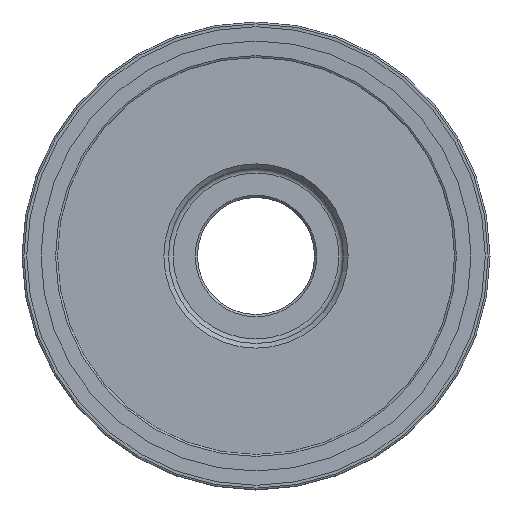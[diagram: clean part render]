
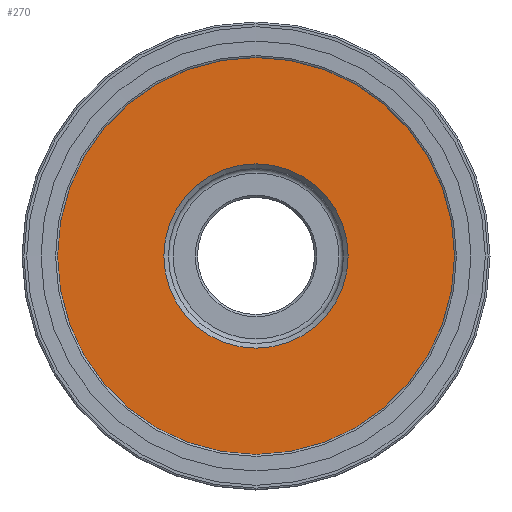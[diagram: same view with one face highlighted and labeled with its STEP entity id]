
A CAD part, left-side view. The second image highlights one B-rep face of the part: STEP entity #270.
In plain terms, the highlighted planar face has unit normal (-1, 0, 0).
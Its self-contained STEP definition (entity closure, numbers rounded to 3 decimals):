
#270=ADVANCED_FACE('',(#361,#362),#344,.T.);
#344=PLANE('',#1081);
#361=FACE_BOUND('',#461,.T.);
#362=FACE_BOUND('',#462,.T.);
#461=EDGE_LOOP('',(#585));
#462=EDGE_LOOP('',(#586));
#585=ORIENTED_EDGE('',*,*,#900,.T.);
#586=ORIENTED_EDGE('',*,*,#901,.T.);
#811=VERTEX_POINT('',#1468);
#812=VERTEX_POINT('',#1470);
#900=EDGE_CURVE('',#811,#811,#1013,.T.);
#901=EDGE_CURVE('',#812,#812,#1014,.T.);
#1013=CIRCLE('',#1079,20.);
#1014=CIRCLE('',#1080,48.841);
#1079=AXIS2_PLACEMENT_3D('',#1467,#1192,#1193);
#1080=AXIS2_PLACEMENT_3D('',#1469,#1194,#1195);
#1081=AXIS2_PLACEMENT_3D('',#1471,#1196,#1197);
#1192=DIRECTION('',(1.,0.,0.));
#1193=DIRECTION('',(0.,0.,1.));
#1194=DIRECTION('',(-1.,0.,0.));
#1195=DIRECTION('',(0.,0.,1.));
#1196=DIRECTION('',(-1.,0.,0.));
#1197=DIRECTION('',(0.,0.,1.));
#1467=CARTESIAN_POINT('',(0.906,0.,0.));
#1468=CARTESIAN_POINT('',(0.906,0.,20.));
#1469=CARTESIAN_POINT('',(0.906,0.,0.));
#1470=CARTESIAN_POINT('',(0.906,0.,48.841));
#1471=CARTESIAN_POINT('',(0.906,33.404,0.));
